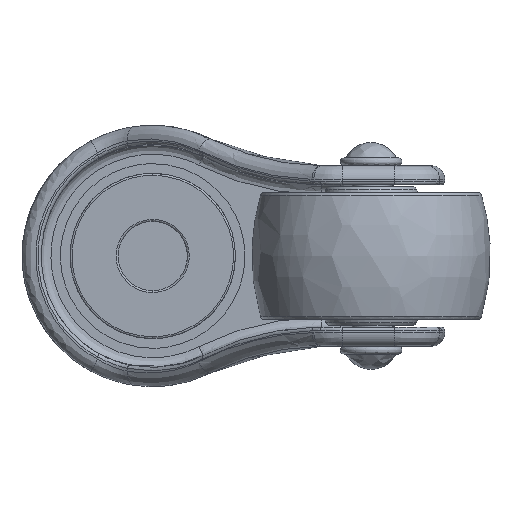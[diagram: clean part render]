
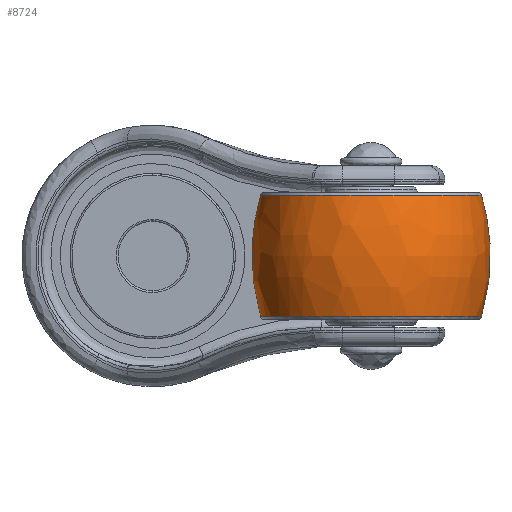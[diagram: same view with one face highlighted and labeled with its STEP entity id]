
A CAD part, front view. The second image highlights one B-rep face of the part: STEP entity #8724.
In plain terms, the highlighted free-form (B-spline) face has degree [2, 2] with [5, 3] control points.
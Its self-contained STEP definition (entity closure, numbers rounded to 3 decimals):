
#5177 = EDGE_CURVE('',#5178,#5180,#5182,.T.);
#5178 = VERTEX_POINT('',#5179);
#5179 = CARTESIAN_POINT('',(64.626,-33.206,
    11.929));
#5180 = VERTEX_POINT('',#5181);
#5181 = CARTESIAN_POINT('',(21.222,-33.206,
    11.929));
#5182 = ( BOUNDED_CURVE() B_SPLINE_CURVE(2,(#5183,#5184,#5185,#5186,
#5187),.UNSPECIFIED.,.F.,.F.) B_SPLINE_CURVE_WITH_KNOTS((3,2,3),(0.,
1.571,3.142),.PIECEWISE_BEZIER_KNOTS.) CURVE() 
GEOMETRIC_REPRESENTATION_ITEM() RATIONAL_B_SPLINE_CURVE((1.,
0.707,1.,0.707,1.)) REPRESENTATION_ITEM('') );
#5183 = CARTESIAN_POINT('',(64.626,-33.206,
    11.929));
#5184 = CARTESIAN_POINT('',(64.626,-54.908,
    11.929));
#5185 = CARTESIAN_POINT('',(42.924,-54.908,
    11.929));
#5186 = CARTESIAN_POINT('',(21.222,-54.908,
    11.929));
#5187 = CARTESIAN_POINT('',(21.222,-33.206,
    11.929));
#5222 = VERTEX_POINT('',#5223);
#5223 = CARTESIAN_POINT('',(21.222,-33.206,
    -11.929));
#5224 = VERTEX_POINT('',#5225);
#5225 = CARTESIAN_POINT('',(64.626,-33.206,
    -11.929));
#5353 = EDGE_CURVE('',#5224,#5178,#5354,.T.);
#5354 = ( BOUNDED_CURVE() B_SPLINE_CURVE(2,(#5355,#5356,#5357),
.UNSPECIFIED.,.F.,.F.) B_SPLINE_CURVE_WITH_KNOTS((3,3),(0.,
0.579),.PIECEWISE_BEZIER_KNOTS.) CURVE() 
GEOMETRIC_REPRESENTATION_ITEM() RATIONAL_B_SPLINE_CURVE((1.,
0.958,1.)) REPRESENTATION_ITEM('') );
#5355 = CARTESIAN_POINT('',(64.626,-33.206,
    -11.929));
#5356 = CARTESIAN_POINT('',(68.181,-33.206,
    0.));
#5357 = CARTESIAN_POINT('',(64.626,-33.206,
    11.929));
#5360 = EDGE_CURVE('',#5222,#5180,#5361,.T.);
#5361 = ( BOUNDED_CURVE() B_SPLINE_CURVE(2,(#5362,#5363,#5364),
.UNSPECIFIED.,.F.,.F.) B_SPLINE_CURVE_WITH_KNOTS((3,3),(0.,
0.579),.PIECEWISE_BEZIER_KNOTS.) CURVE() 
GEOMETRIC_REPRESENTATION_ITEM() RATIONAL_B_SPLINE_CURVE((1.,
0.958,1.)) REPRESENTATION_ITEM('') );
#5362 = CARTESIAN_POINT('',(21.222,-33.206,
    -11.929));
#5363 = CARTESIAN_POINT('',(17.667,-33.206,
    0.));
#5364 = CARTESIAN_POINT('',(21.222,-33.206,
    11.929));
#8660 = EDGE_CURVE('',#5224,#5222,#8661,.T.);
#8661 = ( BOUNDED_CURVE() B_SPLINE_CURVE(2,(#8662,#8663,#8664,#8665,
#8666),.UNSPECIFIED.,.F.,.F.) B_SPLINE_CURVE_WITH_KNOTS((3,2,3),(0.,
1.571,3.142),.PIECEWISE_BEZIER_KNOTS.) CURVE() 
GEOMETRIC_REPRESENTATION_ITEM() RATIONAL_B_SPLINE_CURVE((1.,
0.707,1.,0.707,1.)) REPRESENTATION_ITEM('') );
#8662 = CARTESIAN_POINT('',(64.626,-33.206,
    -11.929));
#8663 = CARTESIAN_POINT('',(64.626,-54.908,
    -11.929));
#8664 = CARTESIAN_POINT('',(42.924,-54.908,
    -11.929));
#8665 = CARTESIAN_POINT('',(21.222,-54.908,
    -11.929));
#8666 = CARTESIAN_POINT('',(21.222,-33.206,
    -11.929));
#8724 = ADVANCED_FACE('',(#8725),#8731,.T.);
#8725 = FACE_BOUND('',#8726,.T.);
#8726 = EDGE_LOOP('',(#8727,#8728,#8729,#8730));
#8727 = ORIENTED_EDGE('',*,*,#5177,.T.);
#8728 = ORIENTED_EDGE('',*,*,#5360,.F.);
#8729 = ORIENTED_EDGE('',*,*,#8660,.F.);
#8730 = ORIENTED_EDGE('',*,*,#5353,.T.);
#8731 = ( BOUNDED_SURFACE() B_SPLINE_SURFACE(2,2,(
    (#8732,#8733,#8734)
    ,(#8735,#8736,#8737)
    ,(#8738,#8739,#8740)
    ,(#8741,#8742,#8743)
    ,(#8744,#8745,#8746
)),.UNSPECIFIED.,.F.,.F.,.F.) B_SPLINE_SURFACE_WITH_KNOTS((3,2,3),(3,3),
  (3.142,4.712,6.283),(0.,0.579),
.PIECEWISE_BEZIER_KNOTS.) GEOMETRIC_REPRESENTATION_ITEM() 
RATIONAL_B_SPLINE_SURFACE((
    (1.,0.958,1.)
    ,(0.707,0.678,0.707)
    ,(1.,0.958,1.)
    ,(0.707,0.678,0.707)
,(1.,0.958,1.))) REPRESENTATION_ITEM('') SURFACE() );
#8732 = CARTESIAN_POINT('',(21.222,-33.206,
    -11.929));
#8733 = CARTESIAN_POINT('',(17.667,-33.206,
    0.));
#8734 = CARTESIAN_POINT('',(21.222,-33.206,
    11.929));
#8735 = CARTESIAN_POINT('',(21.222,-54.908,
    -11.929));
#8736 = CARTESIAN_POINT('',(17.667,-58.463,
    0.));
#8737 = CARTESIAN_POINT('',(21.222,-54.908,
    11.929));
#8738 = CARTESIAN_POINT('',(42.924,-54.908,
    -11.929));
#8739 = CARTESIAN_POINT('',(42.924,-58.463,
    0.));
#8740 = CARTESIAN_POINT('',(42.924,-54.908,
    11.929));
#8741 = CARTESIAN_POINT('',(64.626,-54.908,
    -11.929));
#8742 = CARTESIAN_POINT('',(68.181,-58.463,
    0.));
#8743 = CARTESIAN_POINT('',(64.626,-54.908,
    11.929));
#8744 = CARTESIAN_POINT('',(64.626,-33.206,
    -11.929));
#8745 = CARTESIAN_POINT('',(68.181,-33.206,
    0.));
#8746 = CARTESIAN_POINT('',(64.626,-33.206,
    11.929));
